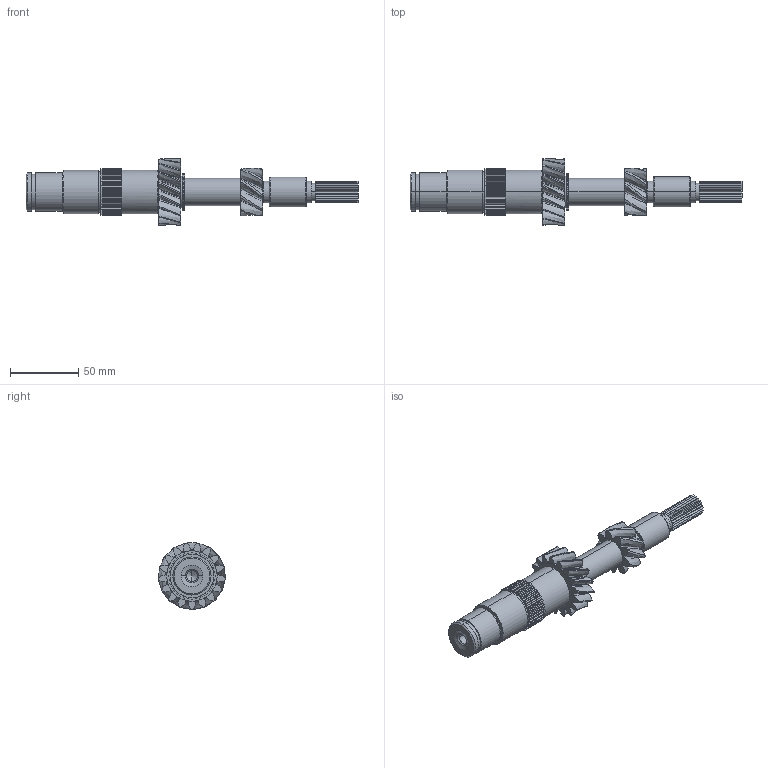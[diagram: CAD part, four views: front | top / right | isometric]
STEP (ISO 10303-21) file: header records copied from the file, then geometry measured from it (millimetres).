
FILE_DESCRIPTION(('STEP AP214'),'1');
FILE_NAME('Input_Shaft.stp','2014-01-13T21:10:42',(' '),(' '),'Spatial InterOp 3D',' ',' ');
FILE_SCHEMA(('automotive_design'));
Length unit declared in the file: millimetre
Products named in the file (5): Input_Shaft; 1; 2; Bearing; Shaft
Assembly tree (4 placements, depth 2):
  Input_Shaft
    1
    2
    Bearing
    Shaft
Bounding box: 243.5 x 48.93 x 49 mm (x, y, z)
Volume: 139457.6 mm3; surface area: 42431.3 mm2
Topology: 4 solids, 8 shells, 849 faces, 2465 edges, 1642 vertices
Faces by surface type: plane 462, cylinder 270, bspline 95, cone 14, torus 8
Entity records: 37995 total; most frequent: CARTESIAN_POINT 9072, ORIENTED_EDGE 4906, DIRECTION 4252, EDGE_CURVE 2461, VERTEX_POINT 1642, LINE 1456, VECTOR 1456, AXIS2_PLACEMENT_3D 1398
